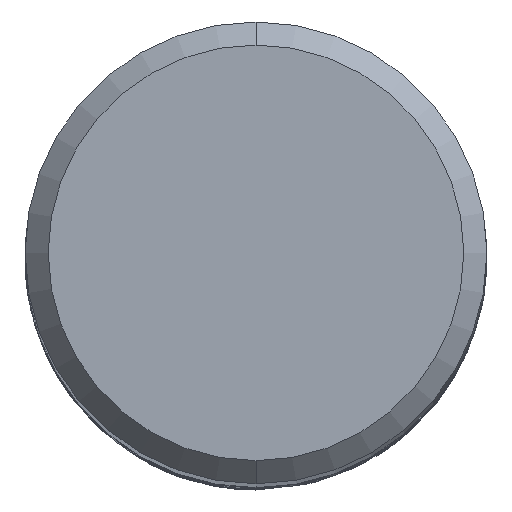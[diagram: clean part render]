
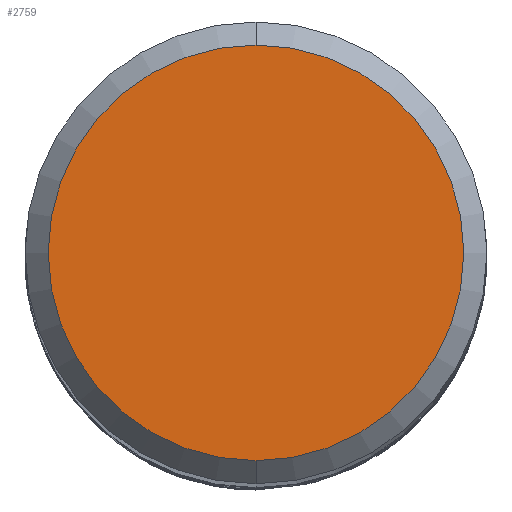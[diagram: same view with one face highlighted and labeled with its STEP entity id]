
A CAD part, top view. The second image highlights one B-rep face of the part: STEP entity #2759.
In plain terms, the highlighted planar face has unit normal (0, 0, 1).
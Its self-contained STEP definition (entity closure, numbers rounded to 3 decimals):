
#1247=EDGE_CURVE('',#2997,#2867,#3339,.T.);
#2731=EDGE_CURVE('',#2867,#2997,#4947,.T.);
#2759=ADVANCED_FACE('',(#4977),#4978,.T.);
#2867=VERTEX_POINT('',#5097);
#2997=VERTEX_POINT('',#5245);
#3339=CIRCLE('',#7093,4.5);
#4947=CIRCLE('',#23395,4.5);
#4977=FACE_OUTER_BOUND('',#23497,.T.);
#4978=PLANE('',#23498);
#5097=CARTESIAN_POINT('',(0.,-4.5,0.0));
#5245=CARTESIAN_POINT('',(0.0,4.5,0.0));
#7093=AXIS2_PLACEMENT_3D('',#27366,#27367,#27368);
#23395=AXIS2_PLACEMENT_3D('',#29001,#29002,#29003);
#23497=EDGE_LOOP('',(#29027,#29028));
#23498=AXIS2_PLACEMENT_3D('',#29029,#29030,#29031);
#27366=CARTESIAN_POINT('',(0.0,0.0,0.0));
#27367=DIRECTION('',(0.0,0.0,-1.0));
#27368=DIRECTION('',(0.0,1.0,0.0));
#29001=CARTESIAN_POINT('',(0.0,0.0,0.0));
#29002=DIRECTION('',(0.0,0.0,-1.0));
#29003=DIRECTION('',(0.0,1.0,0.0));
#29027=ORIENTED_EDGE('',*,*,#1247,.F.);
#29028=ORIENTED_EDGE('',*,*,#2731,.F.);
#29029=CARTESIAN_POINT('',(0.0,2.25,0.0));
#29030=DIRECTION('',(-0.0,0.0,1.0));
#29031=DIRECTION('',(0.0,-1.0,0.0));
